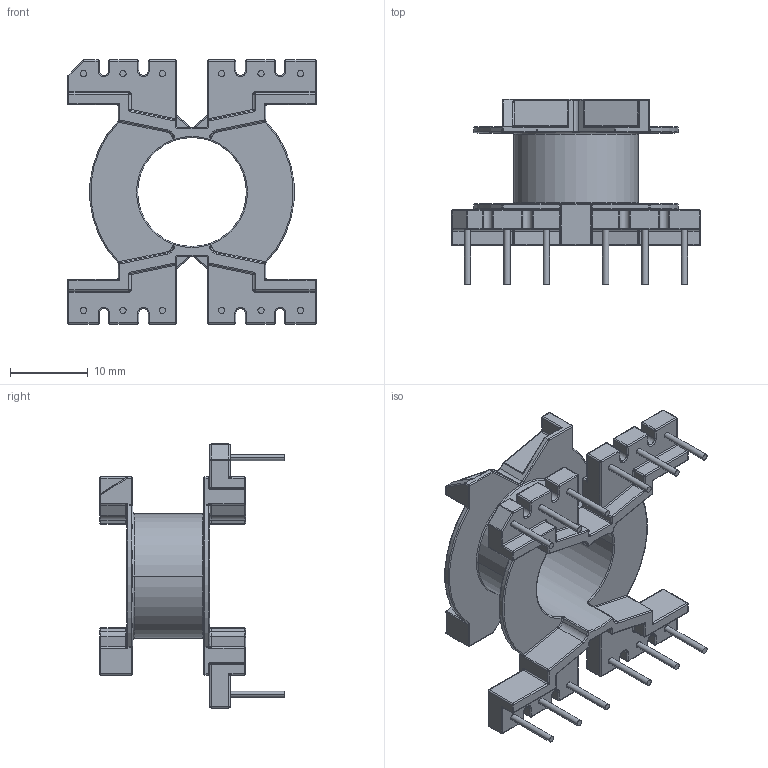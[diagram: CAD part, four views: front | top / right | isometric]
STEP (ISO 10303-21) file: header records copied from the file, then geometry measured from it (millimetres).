
FILE_DESCRIPTION((''),'2;1');
FILE_NAME('C61036-A0482-B200_SW0001','2021-03-16T',('EA4761'),(''),'PRO/ENGINEER BY PARAMETRIC TECHNOLOGY CORPORATION, 2014000','PRO/ENGINEER BY PARAMETRIC TECHNOLOGY CORPORATION, 2014000','');
FILE_SCHEMA(('AUTOMOTIVE_DESIGN { 1 0 10303 214 1 1 1 1 }'));
Length unit declared in the file: millimetre
Products named in the file (1): C61036-A0482-B200_SW0001
Bounding box: 32 x 23.8 x 34 mm (x, y, z)
Volume: 2624 mm3; surface area: 4420.5 mm2
Topology: 1 solids, 1 shells, 827 faces, 1764 edges, 949 vertices
Faces by surface type: cylinder 387, plane 136, sphere 128, torus 108, bspline 68
Entity records: 31350 total; most frequent: CARTESIAN_POINT 8020, DIRECTION 4035, ORIENTED_EDGE 3528, EDGE_CURVE 1764, AXIS2_PLACEMENT_3D 1652, VERTEX_POINT 949, CIRCLE 893, EDGE_LOOP 839
